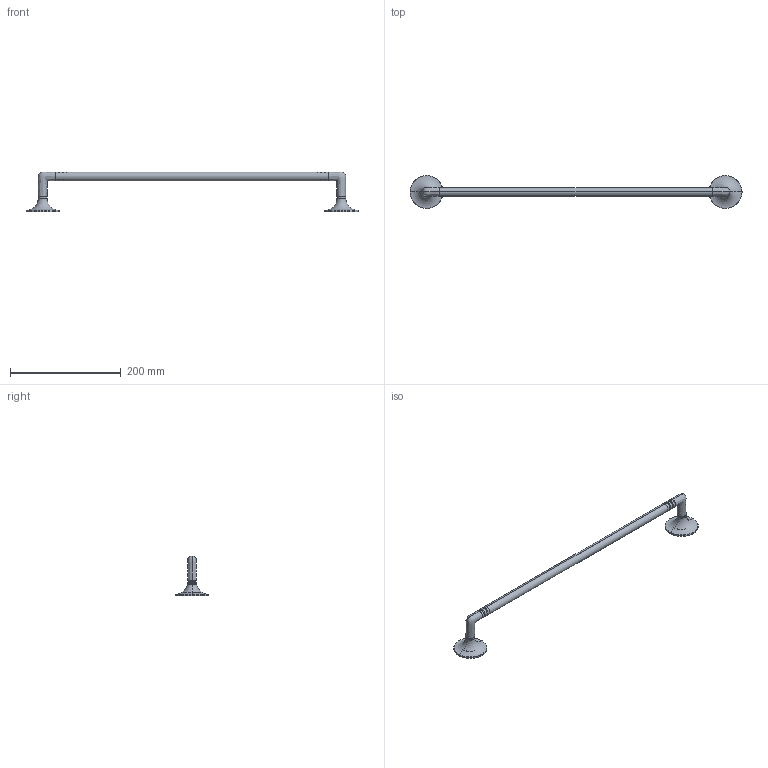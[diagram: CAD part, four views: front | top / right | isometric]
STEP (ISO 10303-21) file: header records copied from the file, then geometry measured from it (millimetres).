
FILE_DESCRIPTION (( 'STEP AP203' ), '1' );
FILE_NAME ('等裝.STEP', '2024-09-14T01:01:24', ( '' ), ( '' ), 'SwSTEP 2.0', 'SolidWorks 2023', '' );
FILE_SCHEMA (( 'CONFIG_CONTROL_DESIGN' ));
Length unit declared in the file: millimetre
Products named in the file (9): 安装底; 通用台阶垫圈; 单杆; 单杆支架; 通用安装板; 通用底座; 16x0.6x493; 通用垫圈; 通用连接轴
Assembly tree (14 placements, depth 3):
  单杆
    通用底座
    通用垫圈
    通用台阶垫圈
    通用连接轴
    单杆支架  x2
    16x0.6x493
    安装底
      通用底座
      通用垫圈
      通用台阶垫圈
      通用连接轴
      通用安装板
    通用安装板
Bounding box: 600 x 60 x 72.1 mm (x, y, z)
Volume: 71632.4 mm3; surface area: 88563.8 mm2
Topology: 13 solids, 13 shells, 832 faces, 2224 edges, 1456 vertices
Faces by surface type: plane 368, cylinder 364, cone 58, bspline 30, torus 12
Entity records: 20600 total; most frequent: CARTESIAN_POINT 9566, ORIENTED_EDGE 2236, DIRECTION 1913, EDGE_CURVE 1118, AXIS2_PLACEMENT_3D 739, VERTEX_POINT 732, EDGE_LOOP 452, LINE 435
